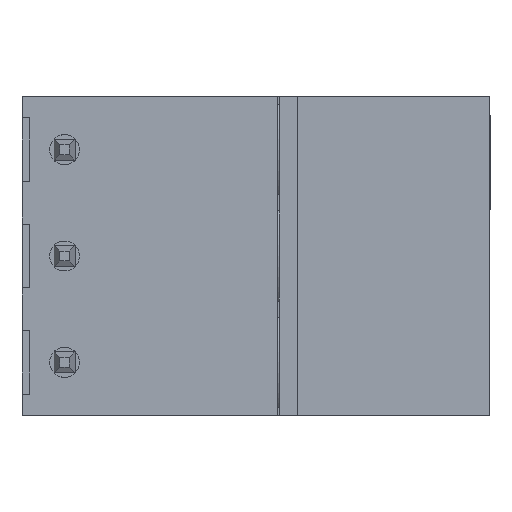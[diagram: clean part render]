
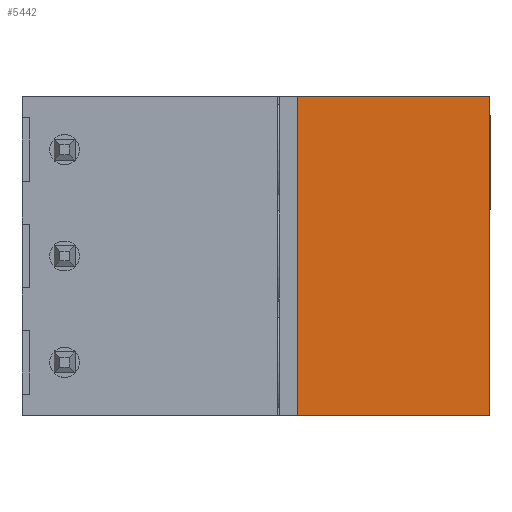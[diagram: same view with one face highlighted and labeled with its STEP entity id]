
A CAD part, front view. The second image highlights one B-rep face of the part: STEP entity #5442.
In plain terms, the highlighted planar face has unit normal (0, -1, 0).
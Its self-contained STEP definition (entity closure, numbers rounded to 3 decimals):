
#17 = VECTOR ( 'NONE', #10497, 1000. ) ;
#124 = ORIENTED_EDGE ( 'NONE', *, *, #6968, .T. ) ;
#160 = VECTOR ( 'NONE', #6721, 1000. ) ;
#341 = LINE ( 'NONE', #3838, #17 ) ;
#1015 = CARTESIAN_POINT ( 'NONE',  ( 12.074, -0.594, -7.679 ) ) ;
#1130 = CARTESIAN_POINT ( 'NONE',  ( 3.044, -0.594, -15.179 ) ) ;
#1552 = VECTOR ( 'NONE', #2760, 1000. ) ;
#1633 = AXIS2_PLACEMENT_3D ( 'NONE', #6067, #8933, #3231 ) ;
#1911 = CARTESIAN_POINT ( 'NONE',  ( 12.074, -0.594, -15.179 ) ) ;
#2090 = EDGE_CURVE ( 'NONE', #4684, #9043, #11386, .T. ) ;
#2186 = VERTEX_POINT ( 'NONE', #1911 ) ;
#2760 = DIRECTION ( 'NONE',  ( -1., 0., 0. ) ) ;
#3231 = DIRECTION ( 'NONE',  ( 0., 0., -1. ) ) ;
#3511 = VERTEX_POINT ( 'NONE', #1130 ) ;
#3838 = CARTESIAN_POINT ( 'NONE',  ( 3.044, -0.594, -2.679 ) ) ;
#4539 = EDGE_CURVE ( 'NONE', #4684, #2186, #10012, .T. ) ;
#4682 = CARTESIAN_POINT ( 'NONE',  ( 3.044, -0.594, -0.179 ) ) ;
#4684 = VERTEX_POINT ( 'NONE', #6005 ) ;
#5442 = ADVANCED_FACE ( 'NONE', ( #6042 ), #7966, .T. ) ;
#5734 = ORIENTED_EDGE ( 'NONE', *, *, #4539, .F. ) ;
#6005 = CARTESIAN_POINT ( 'NONE',  ( 12.074, -0.594, -0.179 ) ) ;
#6042 = FACE_OUTER_BOUND ( 'NONE', #11955, .T. ) ;
#6067 = CARTESIAN_POINT ( 'NONE',  ( 3.044, -0.594, -2.679 ) ) ;
#6141 = LINE ( 'NONE', #11310, #8351 ) ;
#6533 = DIRECTION ( 'NONE',  ( 1., 0., 0. ) ) ;
#6721 = DIRECTION ( 'NONE',  ( 0., 0., -1. ) ) ;
#6968 = EDGE_CURVE ( 'NONE', #3511, #2186, #6141, .T. ) ;
#7311 = CARTESIAN_POINT ( 'NONE',  ( 3.044, -0.594, -0.179 ) ) ;
#7966 = PLANE ( 'NONE',  #1633 ) ;
#8351 = VECTOR ( 'NONE', #6533, 1000. ) ;
#8445 = ORIENTED_EDGE ( 'NONE', *, *, #2090, .T. ) ;
#8933 = DIRECTION ( 'NONE',  ( 0., -1., 0. ) ) ;
#9043 = VERTEX_POINT ( 'NONE', #7311 ) ;
#9778 = ORIENTED_EDGE ( 'NONE', *, *, #10118, .T. ) ;
#10012 = LINE ( 'NONE', #1015, #160 ) ;
#10118 = EDGE_CURVE ( 'NONE', #9043, #3511, #341, .T. ) ;
#10497 = DIRECTION ( 'NONE',  ( 0., 0., -1. ) ) ;
#11310 = CARTESIAN_POINT ( 'NONE',  ( -46.453, -0.594, -15.179 ) ) ;
#11386 = LINE ( 'NONE', #4682, #1552 ) ;
#11955 = EDGE_LOOP ( 'NONE', ( #9778, #124, #5734, #8445 ) ) ;
